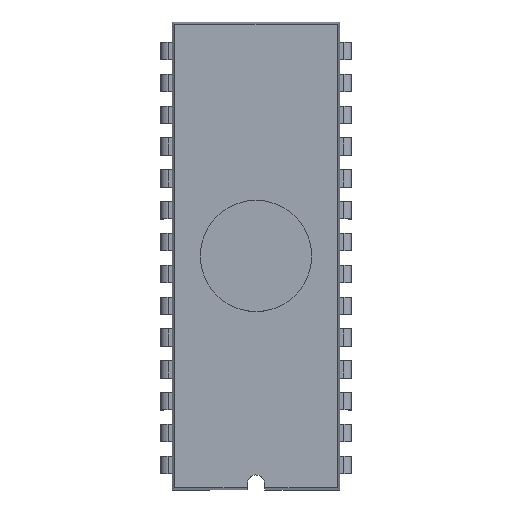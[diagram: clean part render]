
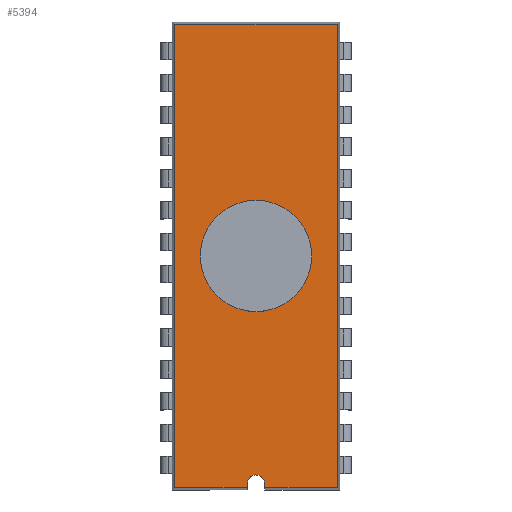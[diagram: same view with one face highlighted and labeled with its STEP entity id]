
A CAD part, top view. The second image highlights one B-rep face of the part: STEP entity #5394.
In plain terms, the highlighted planar face has unit normal (0, 0, 1).
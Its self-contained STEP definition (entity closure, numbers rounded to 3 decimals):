
#5371 = EDGE_CURVE ( 'NONE', #5382, #5374, #14059, .T. ) ;
#5372 = ORIENTED_EDGE ( 'NONE', *, *, #5371, .T. ) ;
#5373 = VERTEX_POINT ( 'NONE', #14055 ) ;
#5374 = VERTEX_POINT ( 'NONE', #14054 ) ;
#5375 = ORIENTED_EDGE ( 'NONE', *, *, #5376, .T. ) ;
#5376 = EDGE_CURVE ( 'NONE', #5381, #5382, #14053, .T. ) ;
#5378 = EDGE_CURVE ( 'NONE', #5393, #5381, #14048, .T. ) ;
#5381 = VERTEX_POINT ( 'NONE', #14043 ) ;
#5382 = VERTEX_POINT ( 'NONE', #14042 ) ;
#5384 = ORIENTED_EDGE ( 'NONE', *, *, #5385, .T. ) ;
#5385 = EDGE_CURVE ( 'NONE', #5392, #5393, #14091, .T. ) ;
#5386 = ORIENTED_EDGE ( 'NONE', *, *, #5378, .T. ) ;
#5387 = ORIENTED_EDGE ( 'NONE', *, *, #5407, .F. ) ;
#5388 = EDGE_LOOP ( 'NONE', ( #5389, #5384, #5386, #5375, #5372, #5444, #5447, #5449 ) ) ;
#5389 = ORIENTED_EDGE ( 'NONE', *, *, #5390, .T. ) ;
#5390 = EDGE_CURVE ( 'NONE', #5391, #5392, #14087, .T. ) ;
#5391 = VERTEX_POINT ( 'NONE', #14083 ) ;
#5392 = VERTEX_POINT ( 'NONE', #14082 ) ;
#5393 = VERTEX_POINT ( 'NONE', #14081 ) ;
#5394 = ADVANCED_FACE ( 'NONE', ( #14080, #14079 ), #14114, .T. ) ;
#5395 = EDGE_LOOP ( 'NONE', ( #5396, #5387 ) ) ;
#5396 = ORIENTED_EDGE ( 'NONE', *, *, #5397, .F. ) ;
#5397 = EDGE_CURVE ( 'NONE', #5408, #5400, #14108, .T. ) ;
#5400 = VERTEX_POINT ( 'NONE', #14100 ) ;
#5407 = EDGE_CURVE ( 'NONE', #5400, #5408, #14139, .T. ) ;
#5408 = VERTEX_POINT ( 'NONE', #14134 ) ;
#5444 = ORIENTED_EDGE ( 'NONE', *, *, #5445, .F. ) ;
#5445 = EDGE_CURVE ( 'NONE', #5446, #5374, #14206, .T. ) ;
#5446 = VERTEX_POINT ( 'NONE', #14202 ) ;
#5447 = ORIENTED_EDGE ( 'NONE', *, *, #5448, .F. ) ;
#5448 = EDGE_CURVE ( 'NONE', #5373, #5446, #14201, .T. ) ;
#5449 = ORIENTED_EDGE ( 'NONE', *, *, #5450, .T. ) ;
#5450 = EDGE_CURVE ( 'NONE', #5373, #5391, #14196, .T. ) ;
#14042 = CARTESIAN_POINT ( 'NONE',  ( 0.7, -18.49, 5.72 ) ) ;
#14043 = CARTESIAN_POINT ( 'NONE',  ( 0.7, -18.17, 5.72 ) ) ;
#14044 = DIRECTION ( 'NONE',  ( -1., 0., 0. ) ) ;
#14045 = DIRECTION ( 'NONE',  ( 0., 0., -1. ) ) ;
#14046 = CARTESIAN_POINT ( 'NONE',  ( 0., -18.17, 5.72 ) ) ;
#14047 = AXIS2_PLACEMENT_3D ( 'NONE', #14046, #14045, #14044 ) ;
#14048 = CIRCLE ( 'NONE', #14047, 0.7 ) ;
#14050 = DIRECTION ( 'NONE',  ( 0., -1., 0. ) ) ;
#14051 = VECTOR ( 'NONE', #14050, 1000. ) ;
#14052 = CARTESIAN_POINT ( 'NONE',  ( 0.7, -18.17, 5.72 ) ) ;
#14053 = LINE ( 'NONE', #14052, #14051 ) ;
#14054 = CARTESIAN_POINT ( 'NONE',  ( 6.5, -18.49, 5.72 ) ) ;
#14055 = CARTESIAN_POINT ( 'NONE',  ( -6.5, 18.49, 5.72 ) ) ;
#14056 = DIRECTION ( 'NONE',  ( 1., 0., 0. ) ) ;
#14057 = VECTOR ( 'NONE', #14056, 1000. ) ;
#14058 = CARTESIAN_POINT ( 'NONE',  ( -6.68, -18.49, 5.72 ) ) ;
#14059 = LINE ( 'NONE', #14058, #14057 ) ;
#14079 = FACE_OUTER_BOUND ( 'NONE', #5388, .T. ) ;
#14080 = FACE_BOUND ( 'NONE', #5395, .T. ) ;
#14081 = CARTESIAN_POINT ( 'NONE',  ( -0.7, -18.17, 5.72 ) ) ;
#14082 = CARTESIAN_POINT ( 'NONE',  ( -0.7, -18.49, 5.72 ) ) ;
#14083 = CARTESIAN_POINT ( 'NONE',  ( -6.5, -18.49, 5.72 ) ) ;
#14084 = DIRECTION ( 'NONE',  ( 1., 0., 0. ) ) ;
#14085 = VECTOR ( 'NONE', #14084, 1000. ) ;
#14086 = CARTESIAN_POINT ( 'NONE',  ( -6.68, -18.49, 5.72 ) ) ;
#14087 = LINE ( 'NONE', #14086, #14085 ) ;
#14088 = DIRECTION ( 'NONE',  ( 0., 1., 0. ) ) ;
#14089 = VECTOR ( 'NONE', #14088, 1000. ) ;
#14090 = CARTESIAN_POINT ( 'NONE',  ( -0.7, -18.67, 5.72 ) ) ;
#14091 = LINE ( 'NONE', #14090, #14089 ) ;
#14100 = CARTESIAN_POINT ( 'NONE',  ( 4.445, 0., 5.72 ) ) ;
#14105 = DIRECTION ( 'NONE',  ( 1., 0., 0. ) ) ;
#14106 = DIRECTION ( 'NONE',  ( 0., 0., 1. ) ) ;
#14107 = AXIS2_PLACEMENT_3D ( 'NONE', #14113, #14106, #14105 ) ;
#14108 = CIRCLE ( 'NONE', #14107, 4.445 ) ;
#14109 = DIRECTION ( 'NONE',  ( 1., 0., 0. ) ) ;
#14110 = DIRECTION ( 'NONE',  ( 0., 0., 1. ) ) ;
#14111 = CARTESIAN_POINT ( 'NONE',  ( 6.5, 18.67, 5.72 ) ) ;
#14112 = AXIS2_PLACEMENT_3D ( 'NONE', #14111, #14110, #14109 ) ;
#14113 = CARTESIAN_POINT ( 'NONE',  ( 0., 0., 5.72 ) ) ;
#14114 = PLANE ( 'NONE',  #14112 ) ;
#14134 = CARTESIAN_POINT ( 'NONE',  ( -4.445, 0., 5.72 ) ) ;
#14135 = DIRECTION ( 'NONE',  ( 1., 0., 0. ) ) ;
#14136 = DIRECTION ( 'NONE',  ( 0., 0., 1. ) ) ;
#14137 = CARTESIAN_POINT ( 'NONE',  ( 0., 0., 5.72 ) ) ;
#14138 = AXIS2_PLACEMENT_3D ( 'NONE', #14137, #14136, #14135 ) ;
#14139 = CIRCLE ( 'NONE', #14138, 4.445 ) ;
#14193 = DIRECTION ( 'NONE',  ( 0., -1., 0. ) ) ;
#14194 = VECTOR ( 'NONE', #14193, 1000. ) ;
#14195 = CARTESIAN_POINT ( 'NONE',  ( -6.5, 18.67, 5.72 ) ) ;
#14196 = LINE ( 'NONE', #14195, #14194 ) ;
#14198 = DIRECTION ( 'NONE',  ( 1., 0., 0. ) ) ;
#14199 = VECTOR ( 'NONE', #14198, 1000. ) ;
#14200 = CARTESIAN_POINT ( 'NONE',  ( -6.68, 18.49, 5.72 ) ) ;
#14201 = LINE ( 'NONE', #14200, #14199 ) ;
#14202 = CARTESIAN_POINT ( 'NONE',  ( 6.5, 18.49, 5.72 ) ) ;
#14203 = DIRECTION ( 'NONE',  ( 0., -1., 0. ) ) ;
#14204 = VECTOR ( 'NONE', #14203, 1000. ) ;
#14205 = CARTESIAN_POINT ( 'NONE',  ( 6.5, 18.67, 5.72 ) ) ;
#14206 = LINE ( 'NONE', #14205, #14204 ) ;
